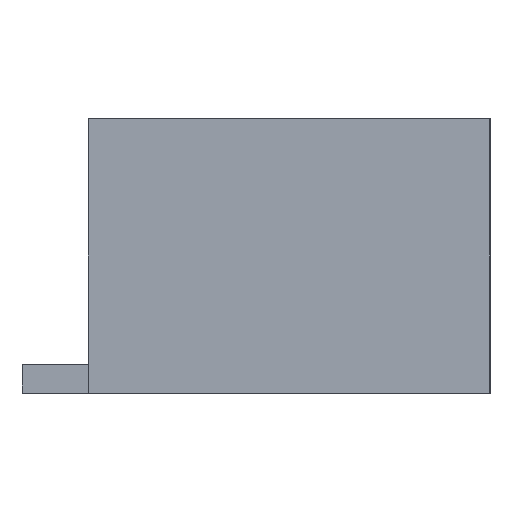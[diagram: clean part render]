
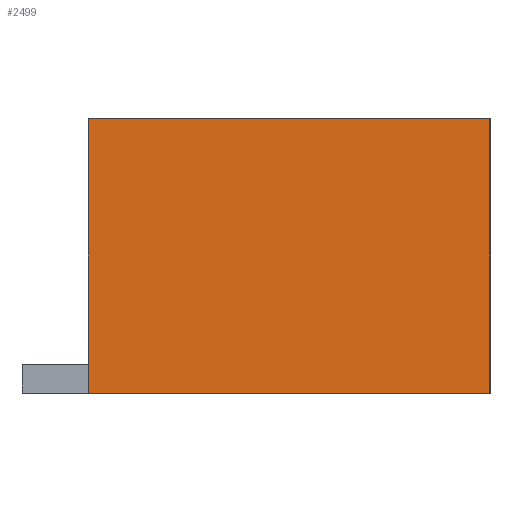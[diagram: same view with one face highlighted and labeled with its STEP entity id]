
A CAD part, left-side view. The second image highlights one B-rep face of the part: STEP entity #2499.
In plain terms, the highlighted planar face has unit normal (-1, 0, 0).
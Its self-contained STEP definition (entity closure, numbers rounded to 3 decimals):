
#24 = LINE ( 'NONE', #1122, #5293 ) ;
#751 = VERTEX_POINT ( 'NONE', #5439 ) ;
#779 = CARTESIAN_POINT ( 'NONE',  ( -8.5, 2.125, 0. ) ) ;
#845 = DIRECTION ( 'NONE',  ( 1., 0., 0. ) ) ;
#1098 = EDGE_CURVE ( 'NONE', #751, #5631, #24, .T. ) ;
#1122 = CARTESIAN_POINT ( 'NONE',  ( -8.5, -2.125, 2.9 ) ) ;
#1205 = VECTOR ( 'NONE', #6607, 1000. ) ;
#1552 = VECTOR ( 'NONE', #3559, 1000. ) ;
#2401 = VERTEX_POINT ( 'NONE', #2732 ) ;
#2499 = ADVANCED_FACE ( 'NONE', ( #4611 ), #5428, .F. ) ;
#2585 = LINE ( 'NONE', #779, #4250 ) ;
#2732 = CARTESIAN_POINT ( 'NONE',  ( -8.5, 2.125, 2.9 ) ) ;
#2751 = DIRECTION ( 'NONE',  ( 0., -1., 0. ) ) ;
#3127 = EDGE_CURVE ( 'NONE', #2401, #5706, #5778, .T. ) ;
#3168 = AXIS2_PLACEMENT_3D ( 'NONE', #4934, #845, #3438 ) ;
#3438 = DIRECTION ( 'NONE',  ( 0., 0., -1. ) ) ;
#3559 = DIRECTION ( 'NONE',  ( 0., -1., 0. ) ) ;
#3686 = ORIENTED_EDGE ( 'NONE', *, *, #5174, .T. ) ;
#3699 = DIRECTION ( 'NONE',  ( 0., 0., -1. ) ) ;
#4000 = ORIENTED_EDGE ( 'NONE', *, *, #1098, .F. ) ;
#4250 = VECTOR ( 'NONE', #2751, 1000. ) ;
#4542 = CARTESIAN_POINT ( 'NONE',  ( -8.5, -2.125, 0. ) ) ;
#4611 = FACE_OUTER_BOUND ( 'NONE', #6164, .T. ) ;
#4650 = CARTESIAN_POINT ( 'NONE',  ( -8.5, 2.125, 0. ) ) ;
#4808 = ORIENTED_EDGE ( 'NONE', *, *, #6408, .F. ) ;
#4934 = CARTESIAN_POINT ( 'NONE',  ( -8.5, 2.125, 2.9 ) ) ;
#5174 = EDGE_CURVE ( 'NONE', #5706, #5631, #2585, .T. ) ;
#5293 = VECTOR ( 'NONE', #3699, 1000. ) ;
#5428 = PLANE ( 'NONE',  #3168 ) ;
#5439 = CARTESIAN_POINT ( 'NONE',  ( -8.5, -2.125, 2.9 ) ) ;
#5631 = VERTEX_POINT ( 'NONE', #4542 ) ;
#5664 = ORIENTED_EDGE ( 'NONE', *, *, #3127, .T. ) ;
#5706 = VERTEX_POINT ( 'NONE', #4650 ) ;
#5778 = LINE ( 'NONE', #5990, #1205 ) ;
#5990 = CARTESIAN_POINT ( 'NONE',  ( -8.5, 2.125, 2.9 ) ) ;
#6090 = CARTESIAN_POINT ( 'NONE',  ( -8.5, 2.125, 2.9 ) ) ;
#6164 = EDGE_LOOP ( 'NONE', ( #3686, #4000, #4808, #5664 ) ) ;
#6198 = LINE ( 'NONE', #6090, #1552 ) ;
#6408 = EDGE_CURVE ( 'NONE', #2401, #751, #6198, .T. ) ;
#6607 = DIRECTION ( 'NONE',  ( 0., 0., -1. ) ) ;
